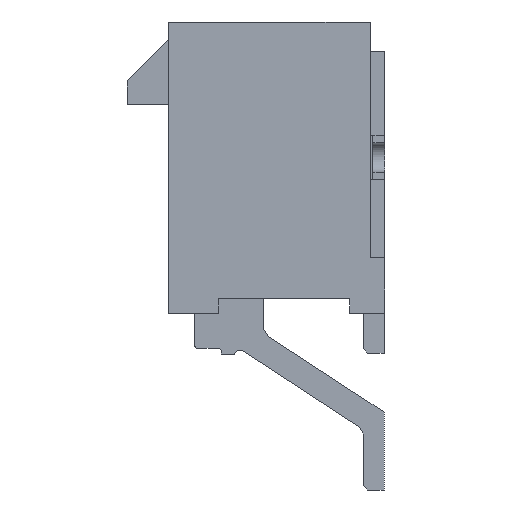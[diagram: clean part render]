
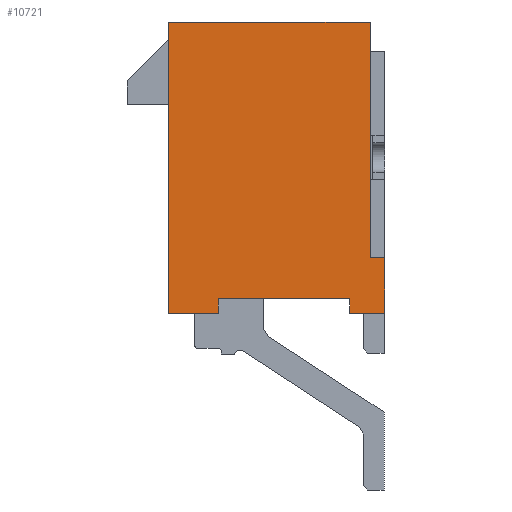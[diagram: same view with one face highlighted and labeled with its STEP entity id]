
A CAD part, front view. The second image highlights one B-rep face of the part: STEP entity #10721.
In plain terms, the highlighted planar face has unit normal (0, -1, 0).
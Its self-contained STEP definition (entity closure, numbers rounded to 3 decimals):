
#1744=ORIENTED_EDGE('',*,*,#4422,.F.);
#1745=ORIENTED_EDGE('',*,*,#4443,.T.);
#1746=ORIENTED_EDGE('',*,*,#4247,.T.);
#1747=ORIENTED_EDGE('',*,*,#4444,.T.);
#1748=ORIENTED_EDGE('',*,*,#4427,.F.);
#1749=ORIENTED_EDGE('',*,*,#4445,.T.);
#1750=ORIENTED_EDGE('',*,*,#4446,.T.);
#1751=ORIENTED_EDGE('',*,*,#3441,.F.);
#1752=ORIENTED_EDGE('',*,*,#3602,.F.);
#1753=ORIENTED_EDGE('',*,*,#4447,.F.);
#3441=EDGE_CURVE('',#4996,#4997,#6030,.T.);
#3602=EDGE_CURVE('',#5144,#4996,#6191,.T.);
#4247=EDGE_CURVE('',#5647,#5646,#6740,.T.);
#4422=EDGE_CURVE('',#5719,#5720,#6915,.T.);
#4427=EDGE_CURVE('',#5723,#5724,#6920,.T.);
#4443=EDGE_CURVE('',#5719,#5647,#6936,.T.);
#4444=EDGE_CURVE('',#5646,#5724,#6937,.T.);
#4445=EDGE_CURVE('',#5723,#5735,#6938,.T.);
#4446=EDGE_CURVE('',#5735,#4997,#6939,.T.);
#4447=EDGE_CURVE('',#5720,#5144,#6940,.T.);
#4996=VERTEX_POINT('',#14585);
#4997=VERTEX_POINT('',#14587);
#5144=VERTEX_POINT('',#14901);
#5646=VERTEX_POINT('',#16172);
#5647=VERTEX_POINT('',#16174);
#5719=VERTEX_POINT('',#16492);
#5720=VERTEX_POINT('',#16494);
#5723=VERTEX_POINT('',#16502);
#5724=VERTEX_POINT('',#16504);
#5735=VERTEX_POINT('',#16536);
#6030=LINE('',#14586,#7469);
#6191=LINE('',#14902,#7630);
#6740=LINE('',#16173,#8179);
#6915=LINE('',#16493,#8354);
#6920=LINE('',#16503,#8359);
#6936=LINE('',#16533,#8375);
#6937=LINE('',#16534,#8376);
#6938=LINE('',#16535,#8377);
#6939=LINE('',#16537,#8378);
#6940=LINE('',#16538,#8379);
#7469=VECTOR('',#11788,1000.);
#7630=VECTOR('',#11963,1000.);
#8179=VECTOR('',#12952,1000.);
#8354=VECTOR('',#13271,1000.);
#8359=VECTOR('',#13278,1000.);
#8375=VECTOR('',#13300,1000.);
#8376=VECTOR('',#13301,1000.);
#8377=VECTOR('',#13302,1000.);
#8378=VECTOR('',#13303,1000.);
#8379=VECTOR('',#13304,1000.);
#9123=EDGE_LOOP('',(#1744,#1745,#1746,#1747,#1748,#1749,#1750,#1751,#1752,
#1753));
#9702=FACE_BOUND('',#9123,.T.);
#10205=PLANE('',#11392);
#10721=ADVANCED_FACE('',(#9702),#10205,.F.);
#11392=AXIS2_PLACEMENT_3D('',#16532,#13298,#13299);
#11788=DIRECTION('',(0.,0.,-1.));
#11963=DIRECTION('',(1.,0.,0.));
#12952=DIRECTION('',(1.,0.,0.));
#13271=DIRECTION('',(-1.,0.,0.));
#13278=DIRECTION('',(-1.,0.,0.));
#13298=DIRECTION('',(0.,1.,0.));
#13299=DIRECTION('',(0.,0.,1.));
#13300=DIRECTION('',(0.,0.,1.));
#13301=DIRECTION('',(0.,0.,-1.));
#13302=DIRECTION('',(0.,0.,1.));
#13303=DIRECTION('',(-1.,0.,0.));
#13304=DIRECTION('',(0.,0.,1.));
#14585=CARTESIAN_POINT('',(3.43,-19.85,4.95));
#14586=CARTESIAN_POINT('',(3.43,-19.85,4.95));
#14587=CARTESIAN_POINT('',(3.43,-19.85,-3.05));
#14901=CARTESIAN_POINT('',(-3.43,-19.85,4.95));
#14902=CARTESIAN_POINT('',(-3.43,-19.85,4.95));
#16172=CARTESIAN_POINT('',(2.73,-19.85,-4.45));
#16173=CARTESIAN_POINT('',(-2.73,-19.85,-4.45));
#16174=CARTESIAN_POINT('',(-1.73,-19.85,-4.45));
#16492=CARTESIAN_POINT('',(-1.73,-19.85,-4.95));
#16493=CARTESIAN_POINT('',(3.43,-19.85,-4.95));
#16494=CARTESIAN_POINT('',(-3.43,-19.85,-4.95));
#16502=CARTESIAN_POINT('',(3.93,-19.85,-4.95));
#16503=CARTESIAN_POINT('',(3.43,-19.85,-4.95));
#16504=CARTESIAN_POINT('',(2.73,-19.85,-4.95));
#16532=CARTESIAN_POINT('',(0.,-19.85,0.));
#16533=CARTESIAN_POINT('',(-1.73,-19.85,-4.95));
#16534=CARTESIAN_POINT('',(2.73,-19.85,-4.45));
#16535=CARTESIAN_POINT('',(3.93,-19.85,-4.95));
#16536=CARTESIAN_POINT('',(3.93,-19.85,-3.05));
#16537=CARTESIAN_POINT('',(3.93,-19.85,-3.05));
#16538=CARTESIAN_POINT('',(-3.43,-19.85,-4.95));
